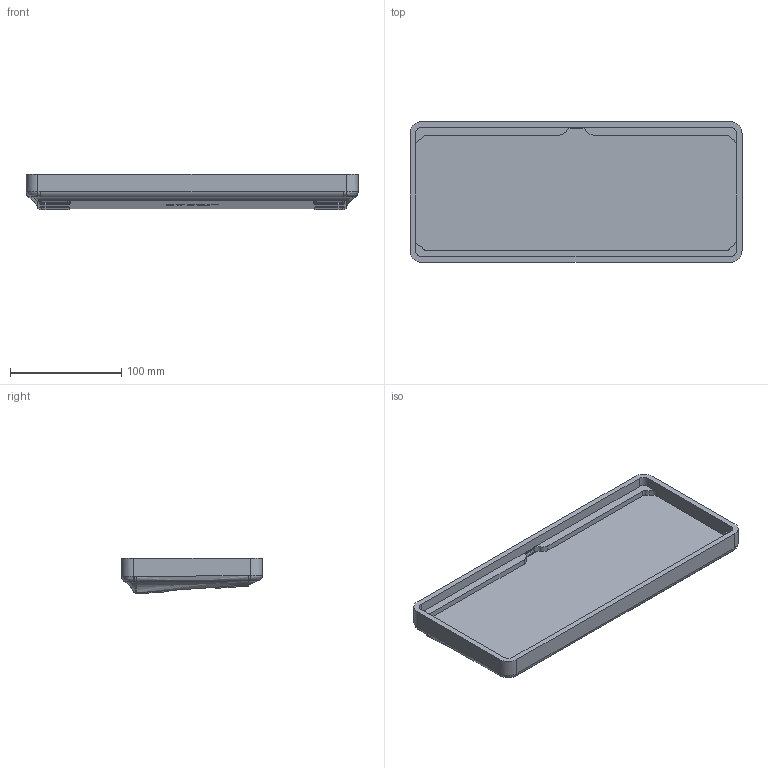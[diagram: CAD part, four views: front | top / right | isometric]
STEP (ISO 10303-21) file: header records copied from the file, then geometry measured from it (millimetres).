
FILE_DESCRIPTION(/* description */ (''),/* implementation_level */ '2;1');
FILE_NAME(/* name */ 'Keyboard v4.step',/* time_stamp */ '2024-06-30T21:59:29-04:00',/* author */ (''),/* organization */ (''),/* preprocessor_version */ 'ST-DEVELOPER v20',/* originating_system */ 'Autodesk Translation Framework v12.20.1.177',/* authorisation */ '');
FILE_SCHEMA (('AUTOMOTIVE_DESIGN { 1 0 10303 214 3 1 1 }'));
Length unit declared in the file: millimetre
Products named in the file (1): Keyboard
Bounding box: 297.78 x 126.31 x 32.21 mm (x, y, z)
Volume: 541429.3 mm3; surface area: 105150.7 mm2
Topology: 1 solids, 1 shells, 311 faces, 850 edges, 558 vertices
Faces by surface type: bspline 134, plane 96, cylinder 61, torus 16, cone 4
Entity records: 11558 total; most frequent: CARTESIAN_POINT 4343, ORIENTED_EDGE 1700, DIRECTION 1158, EDGE_CURVE 850, VERTEX_POINT 558, LINE 402, VECTOR 402, AXIS2_PLACEMENT_3D 378
